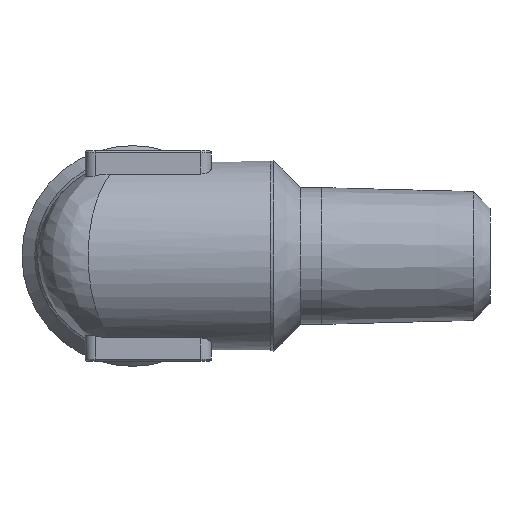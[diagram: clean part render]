
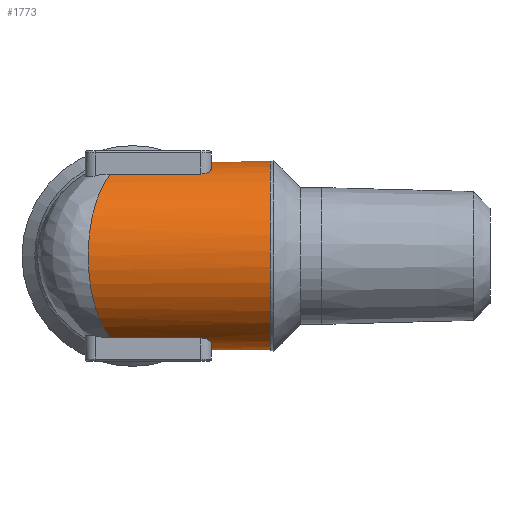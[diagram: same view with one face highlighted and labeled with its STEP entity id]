
A CAD part, left-side view. The second image highlights one B-rep face of the part: STEP entity #1773.
In plain terms, the highlighted cylindrical face has radius 4.5 mm (diameter 9 mm), a full revolution.
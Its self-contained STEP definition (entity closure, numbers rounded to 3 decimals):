
#34=B_SPLINE_CURVE_WITH_KNOTS('',3,(#2585,#2586,#2587,#2588,#2589,#2590,
#2591,#2592,#2593,#2594,#2595,#2596,#2597,#2598,#2599,#2600,#2601,#2602,
#2603,#2604,#2605,#2606,#2607),.UNSPECIFIED.,.F.,.F.,(4,1,1,1,1,1,1,1,1,
1,1,1,1,1,1,1,1,1,1,1,4),(0.,0.063,0.094,0.125,0.156,0.188,0.25,0.313,
0.375,0.438,0.5,0.563,0.625,0.688,0.75,0.813,0.844,0.875,0.906,
0.938,1.),.UNSPECIFIED.);
#38=B_SPLINE_CURVE_WITH_KNOTS('',3,(#2660,#2661,#2662,#2663),
 .UNSPECIFIED.,.F.,.F.,(4,4),(0.,0.),
 .UNSPECIFIED.);
#40=B_SPLINE_CURVE_WITH_KNOTS('',3,(#2675,#2676,#2677,#2678),
 .UNSPECIFIED.,.F.,.F.,(4,4),(0.,0.001),
 .UNSPECIFIED.);
#41=B_SPLINE_CURVE_WITH_KNOTS('',3,(#2686,#2687,#2688,#2689),
 .UNSPECIFIED.,.F.,.F.,(4,4),(0.,0.001),
 .UNSPECIFIED.);
#48=B_SPLINE_CURVE_WITH_KNOTS('',3,(#2745,#2746,#2747,#2748),
 .UNSPECIFIED.,.F.,.F.,(4,4),(0.,0.001),
 .UNSPECIFIED.);
#49=B_SPLINE_CURVE_WITH_KNOTS('',3,(#2756,#2757,#2758,#2759),
 .UNSPECIFIED.,.F.,.F.,(4,4),(0.,0.001),
 .UNSPECIFIED.);
#51=B_SPLINE_CURVE_WITH_KNOTS('',3,(#2769,#2770,#2771,#2772),
 .UNSPECIFIED.,.F.,.F.,(4,4),(0.,0.),.UNSPECIFIED.);
#55=B_SPLINE_CURVE_WITH_KNOTS('',3,(#2877,#2878,#2879,#2880,#2881,#2882,
#2883,#2884,#2885,#2886,#2887,#2888,#2889,#2890,#2891,#2892,#2893,#2894,
#2895),.UNSPECIFIED.,.F.,.F.,(4,1,1,1,1,1,1,1,1,1,1,1,1,1,1,1,4),(0.,0.063,
0.125,0.188,0.25,0.313,0.375,0.438,0.5,0.563,0.625,0.688,0.75,0.813,
0.875,0.938,1.),.UNSPECIFIED.);
#105=LINE('',#2671,#161);
#110=LINE('',#2698,#166);
#119=LINE('',#2736,#175);
#124=LINE('',#2763,#180);
#161=VECTOR('',#2188,1000.);
#166=VECTOR('',#2203,1000.);
#175=VECTOR('',#2226,1000.);
#180=VECTOR('',#2241,1000.);
#210=CYLINDRICAL_SURFACE('',#1925,4.5);
#485=ORIENTED_EDGE('',*,*,#691,.T.);
#486=ORIENTED_EDGE('',*,*,#648,.F.);
#487=ORIENTED_EDGE('',*,*,#650,.F.);
#488=ORIENTED_EDGE('',*,*,#653,.F.);
#489=ORIENTED_EDGE('',*,*,#686,.T.);
#490=ORIENTED_EDGE('',*,*,#666,.F.);
#491=ORIENTED_EDGE('',*,*,#669,.F.);
#492=ORIENTED_EDGE('',*,*,#671,.F.);
#493=ORIENTED_EDGE('',*,*,#673,.F.);
#494=ORIENTED_EDGE('',*,*,#675,.F.);
#495=ORIENTED_EDGE('',*,*,#677,.F.);
#496=ORIENTED_EDGE('',*,*,#629,.T.);
#497=ORIENTED_EDGE('',*,*,#641,.F.);
#498=ORIENTED_EDGE('',*,*,#644,.F.);
#499=ORIENTED_EDGE('',*,*,#646,.F.);
#629=EDGE_CURVE('',#768,#766,#34,.T.);
#641=EDGE_CURVE('',#776,#766,#38,.T.);
#644=EDGE_CURVE('',#777,#776,#105,.T.);
#646=EDGE_CURVE('',#778,#777,#40,.T.);
#648=EDGE_CURVE('',#779,#778,#876,.T.);
#650=EDGE_CURVE('',#780,#779,#41,.T.);
#653=EDGE_CURVE('',#782,#780,#110,.T.);
#666=EDGE_CURVE('',#788,#789,#119,.T.);
#669=EDGE_CURVE('',#790,#788,#48,.T.);
#671=EDGE_CURVE('',#791,#790,#877,.T.);
#673=EDGE_CURVE('',#792,#791,#49,.T.);
#675=EDGE_CURVE('',#793,#792,#124,.T.);
#677=EDGE_CURVE('',#768,#793,#51,.T.);
#686=EDGE_CURVE('',#782,#789,#55,.T.);
#691=EDGE_CURVE('',#801,#801,#882,.T.);
#766=VERTEX_POINT('',#2583);
#768=VERTEX_POINT('',#2608);
#776=VERTEX_POINT('',#2659);
#777=VERTEX_POINT('',#2670);
#778=VERTEX_POINT('',#2674);
#779=VERTEX_POINT('',#2681);
#780=VERTEX_POINT('',#2685);
#782=VERTEX_POINT('',#2697);
#788=VERTEX_POINT('',#2735);
#789=VERTEX_POINT('',#2737);
#790=VERTEX_POINT('',#2744);
#791=VERTEX_POINT('',#2751);
#792=VERTEX_POINT('',#2755);
#793=VERTEX_POINT('',#2762);
#801=VERTEX_POINT('',#2925);
#876=CIRCLE('',#1898,4.5);
#877=CIRCLE('',#1910,4.5);
#882=CIRCLE('',#1926,4.5);
#963=EDGE_LOOP('',(#485));
#964=EDGE_LOOP('',(#486,#487,#488,#489,#490,#491,#492,#493,#494,#495,#496,
#497,#498,#499));
#1074=FACE_BOUND('',#963,.T.);
#1075=FACE_BOUND('',#964,.T.);
#1773=ADVANCED_FACE('',(#1074,#1075),#210,.T.);
#1898=AXIS2_PLACEMENT_3D('',#2682,#2195,#2196);
#1910=AXIS2_PLACEMENT_3D('',#2752,#2233,#2234);
#1925=AXIS2_PLACEMENT_3D('',#2923,#2270,#2271);
#1926=AXIS2_PLACEMENT_3D('',#2924,#2272,#2273);
#2188=DIRECTION('',(0.,1.,0.));
#2195=DIRECTION('',(0.,1.,0.));
#2196=DIRECTION('',(-1.,0.,0.));
#2203=DIRECTION('',(0.,-1.,0.));
#2226=DIRECTION('',(0.,1.,0.));
#2233=DIRECTION('',(0.,1.,0.));
#2234=DIRECTION('',(-1.,0.,0.));
#2241=DIRECTION('',(0.,-1.,0.));
#2270=DIRECTION('',(0.,-1.,0.));
#2271=DIRECTION('',(0.,0.,-1.));
#2272=DIRECTION('',(0.,1.,0.));
#2273=DIRECTION('',(0.,0.,1.));
#2583=CARTESIAN_POINT('',(2.293,-2.548,3.872));
#2585=CARTESIAN_POINT('',(2.293,-2.548,-3.872));
#2586=CARTESIAN_POINT('',(2.447,-2.719,-3.781));
#2587=CARTESIAN_POINT('',(2.664,-2.96,-3.634));
#2588=CARTESIAN_POINT('',(2.931,-3.257,-3.417));
#2589=CARTESIAN_POINT('',(3.101,-3.446,-3.264));
#2590=CARTESIAN_POINT('',(3.319,-3.687,-3.044));
#2591=CARTESIAN_POINT('',(3.565,-3.962,-2.755));
#2592=CARTESIAN_POINT('',(3.825,-4.25,-2.396));
#2593=CARTESIAN_POINT('',(4.13,-4.589,-1.822));
#2594=CARTESIAN_POINT('',(4.331,-4.812,-1.272));
#2595=CARTESIAN_POINT('',(4.472,-4.968,-0.631));
#2596=CARTESIAN_POINT('',(4.514,-5.016,0.));
#2597=CARTESIAN_POINT('',(4.472,-4.968,0.631));
#2598=CARTESIAN_POINT('',(4.331,-4.812,1.272));
#2599=CARTESIAN_POINT('',(4.13,-4.589,1.822));
#2600=CARTESIAN_POINT('',(3.825,-4.25,2.396));
#2601=CARTESIAN_POINT('',(3.565,-3.962,2.755));
#2602=CARTESIAN_POINT('',(3.319,-3.687,3.044));
#2603=CARTESIAN_POINT('',(3.101,-3.446,3.264));
#2604=CARTESIAN_POINT('',(2.931,-3.257,3.417));
#2605=CARTESIAN_POINT('',(2.664,-2.96,3.634));
#2606=CARTESIAN_POINT('',(2.447,-2.719,3.781));
#2607=CARTESIAN_POINT('',(2.293,-2.548,3.872));
#2608=CARTESIAN_POINT('',(2.293,-2.548,-3.872));
#2659=CARTESIAN_POINT('',(2.25,-2.75,3.897));
#2660=CARTESIAN_POINT('',(2.25,-2.75,3.897));
#2661=CARTESIAN_POINT('',(2.25,-2.679,3.897));
#2662=CARTESIAN_POINT('',(2.265,-2.61,3.889));
#2663=CARTESIAN_POINT('',(2.293,-2.548,3.872));
#2670=CARTESIAN_POINT('',(2.25,-3.25,3.897));
#2671=CARTESIAN_POINT('',(2.25,12.728,3.897));
#2674=CARTESIAN_POINT('',(1.75,-3.75,4.146));
#2675=CARTESIAN_POINT('',(1.75,-3.75,4.146));
#2676=CARTESIAN_POINT('',(2.007,-3.75,4.037));
#2677=CARTESIAN_POINT('',(2.25,-3.53,3.897));
#2678=CARTESIAN_POINT('',(2.25,-3.25,3.897));
#2681=CARTESIAN_POINT('',(-1.75,-3.75,4.146));
#2682=CARTESIAN_POINT('',(0.,-3.75,0.));
#2685=CARTESIAN_POINT('',(-2.25,-3.25,3.897));
#2686=CARTESIAN_POINT('',(-2.25,-3.25,3.897));
#2687=CARTESIAN_POINT('',(-2.25,-3.53,3.897));
#2688=CARTESIAN_POINT('',(-2.007,-3.75,4.037));
#2689=CARTESIAN_POINT('',(-1.75,-3.75,4.146));
#2697=CARTESIAN_POINT('',(-2.25,1.05,3.897));
#2698=CARTESIAN_POINT('',(-2.25,12.728,3.897));
#2735=CARTESIAN_POINT('',(-2.25,-3.25,-3.897));
#2736=CARTESIAN_POINT('',(-2.25,12.728,-3.897));
#2737=CARTESIAN_POINT('',(-2.25,1.05,-3.897));
#2744=CARTESIAN_POINT('',(-1.75,-3.75,-4.146));
#2745=CARTESIAN_POINT('',(-1.75,-3.75,-4.146));
#2746=CARTESIAN_POINT('',(-2.007,-3.75,-4.037));
#2747=CARTESIAN_POINT('',(-2.25,-3.53,-3.897));
#2748=CARTESIAN_POINT('',(-2.25,-3.25,-3.897));
#2751=CARTESIAN_POINT('',(1.75,-3.75,-4.146));
#2752=CARTESIAN_POINT('',(0.,-3.75,0.));
#2755=CARTESIAN_POINT('',(2.25,-3.25,-3.897));
#2756=CARTESIAN_POINT('',(2.25,-3.25,-3.897));
#2757=CARTESIAN_POINT('',(2.25,-3.53,-3.897));
#2758=CARTESIAN_POINT('',(2.007,-3.75,-4.037));
#2759=CARTESIAN_POINT('',(1.75,-3.75,-4.146));
#2762=CARTESIAN_POINT('',(2.25,-2.75,-3.897));
#2763=CARTESIAN_POINT('',(2.25,12.728,-3.897));
#2769=CARTESIAN_POINT('',(2.293,-2.548,-3.872));
#2770=CARTESIAN_POINT('',(2.265,-2.61,-3.889));
#2771=CARTESIAN_POINT('',(2.25,-2.679,-3.897));
#2772=CARTESIAN_POINT('',(2.25,-2.75,-3.897));
#2877=CARTESIAN_POINT('',(-2.25,1.05,3.897));
#2878=CARTESIAN_POINT('',(-2.407,1.123,3.806));
#2879=CARTESIAN_POINT('',(-2.709,1.264,3.604));
#2880=CARTESIAN_POINT('',(-3.067,1.431,3.309));
#2881=CARTESIAN_POINT('',(-3.499,1.633,2.85));
#2882=CARTESIAN_POINT('',(-3.806,1.776,2.424));
#2883=CARTESIAN_POINT('',(-4.122,1.924,1.842));
#2884=CARTESIAN_POINT('',(-4.326,2.019,1.288));
#2885=CARTESIAN_POINT('',(-4.471,2.086,0.639));
#2886=CARTESIAN_POINT('',(-4.514,2.107,0.));
#2887=CARTESIAN_POINT('',(-4.471,2.086,-0.639));
#2888=CARTESIAN_POINT('',(-4.326,2.019,-1.288));
#2889=CARTESIAN_POINT('',(-4.122,1.924,-1.842));
#2890=CARTESIAN_POINT('',(-3.806,1.776,-2.424));
#2891=CARTESIAN_POINT('',(-3.499,1.633,-2.85));
#2892=CARTESIAN_POINT('',(-3.067,1.431,-3.309));
#2893=CARTESIAN_POINT('',(-2.709,1.264,-3.604));
#2894=CARTESIAN_POINT('',(-2.407,1.123,-3.806));
#2895=CARTESIAN_POINT('',(-2.25,1.05,-3.897));
#2923=CARTESIAN_POINT('',(0.,12.728,0.));
#2924=CARTESIAN_POINT('',(0.,-6.543,0.));
#2925=CARTESIAN_POINT('',(0.,-6.543,4.5));
